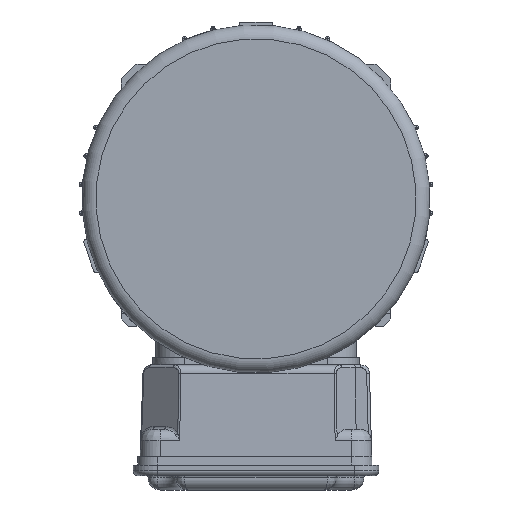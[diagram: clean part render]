
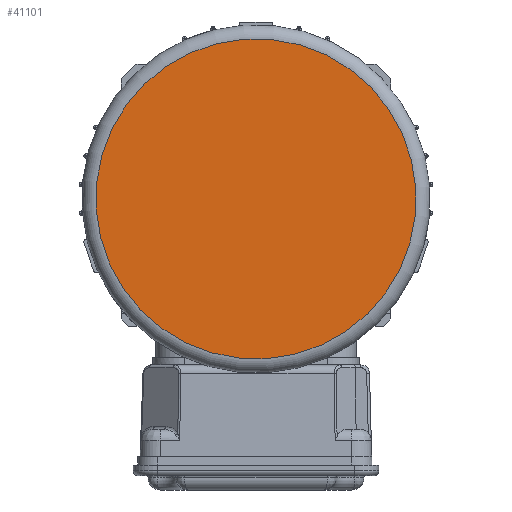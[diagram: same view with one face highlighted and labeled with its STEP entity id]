
A CAD part, left-side view. The second image highlights one B-rep face of the part: STEP entity #41101.
In plain terms, the highlighted planar face has unit normal (-1, 0, 0).
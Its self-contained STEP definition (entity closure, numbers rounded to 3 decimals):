
#6019=ORIENTED_EDGE('',*,*,#14834,.F.);
#14834=EDGE_CURVE('',#19252,#19252,#22078,.T.);
#19252=VERTEX_POINT('',#53076);
#22078=CIRCLE('',#43021,55.938);
#23387=EDGE_LOOP('',(#6019));
#25495=FACE_BOUND('',#23387,.T.);
#27570=PLANE('',#43020);
#41101=ADVANCED_FACE('',(#25495),#27570,.T.);
#43020=AXIS2_PLACEMENT_3D('',#53074,#45886,#45887);
#43021=AXIS2_PLACEMENT_3D('',#53075,#45888,#45889);
#45886=DIRECTION('',(-1.,0.,0.));
#45887=DIRECTION('',(0.,0.242,0.97));
#45888=DIRECTION('',(1.,0.,0.));
#45889=DIRECTION('',(0.,-0.242,-0.97));
#53074=CARTESIAN_POINT('',(-49.2,54.276,-13.533));
#53075=CARTESIAN_POINT('',(-49.2,0.,0.));
#53076=CARTESIAN_POINT('',(-49.2,-13.533,-54.276));
